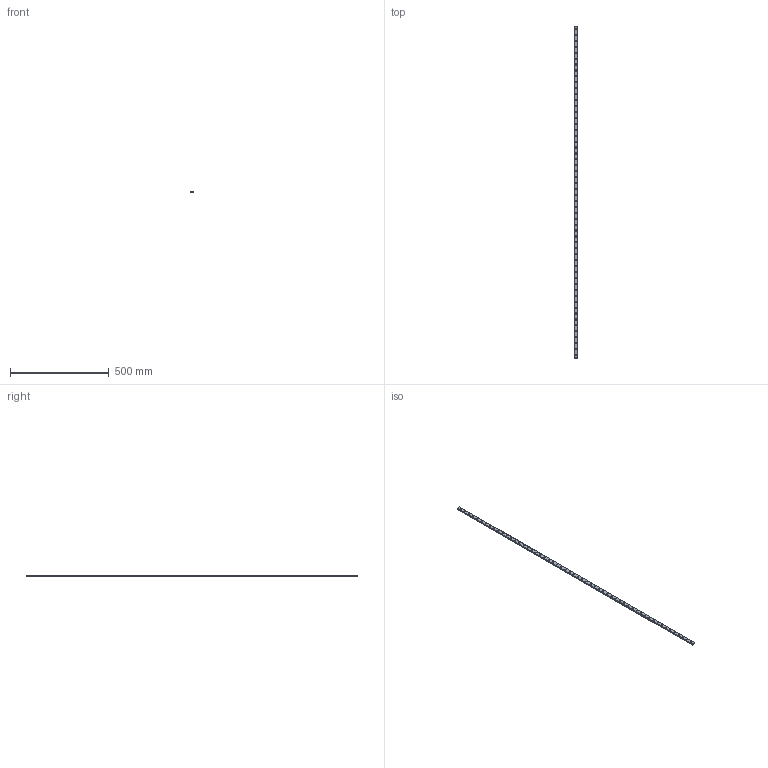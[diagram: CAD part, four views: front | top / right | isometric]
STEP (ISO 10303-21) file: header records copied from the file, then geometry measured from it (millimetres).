
FILE_DESCRIPTION(('STEP AP214'),'1');
FILE_NAME('cctmp_C1675084-17E8-4160-A0C8-3A11B7572AF5_2021_02_22_10_30_58_0321..stp','2021-02-22T09:30:58',('HIWIN GmbH'),('CADClick - www.CADClick.com'),'Spatial InterOp 3D',' ','unknown authorization');
FILE_SCHEMA(('AUTOMOTIVE_DESIGN'));
Length unit declared in the file: millimetre
Products named in the file (1): MGWR09R1680CM_FILE
Bounding box: 18 x 1680 x 7 mm (x, y, z)
Volume: 198607 mm3; surface area: 97015.4 mm2
Topology: 1 solids, 1 shells, 599 faces, 1275 edges, 850 vertices
Faces by surface type: cylinder 352, plane 247
Entity records: 21289 total; most frequent: DIRECTION 3179, CARTESIAN_POINT 2725, ORIENTED_EDGE 2550, AXIS2_PLACEMENT_3D 1304, EDGE_CURVE 1275, VERTEX_POINT 850, EDGE_LOOP 771, CIRCLE 704
